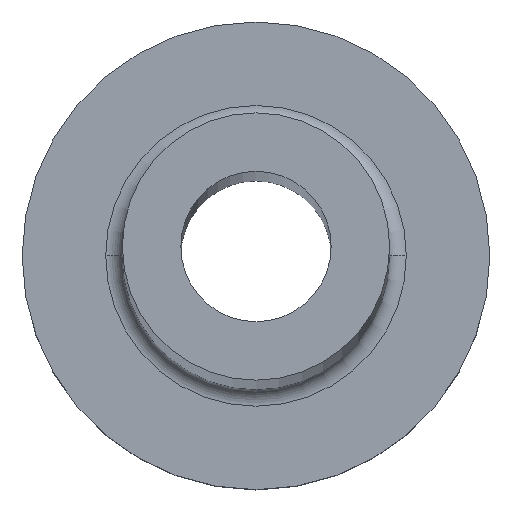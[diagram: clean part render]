
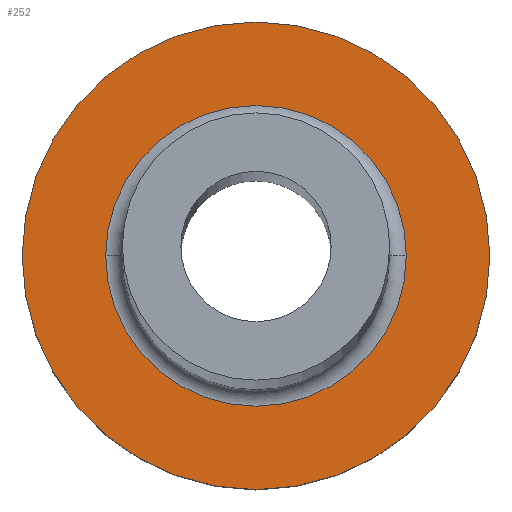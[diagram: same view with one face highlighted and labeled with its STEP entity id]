
A CAD part, top view. The second image highlights one B-rep face of the part: STEP entity #252.
In plain terms, the highlighted planar face has unit normal (0, 0, 1).
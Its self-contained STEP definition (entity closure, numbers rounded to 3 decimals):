
#10 = DIRECTION ( 'NONE',  ( 0., 0., 1. ) ) ;
#23 = CIRCLE ( 'NONE', #57, 4.5 ) ;
#32 = FACE_BOUND ( 'NONE', #336, .T. ) ;
#57 = AXIS2_PLACEMENT_3D ( 'NONE', #200, #234, #344 ) ;
#83 = ORIENTED_EDGE ( 'NONE', *, *, #86, .T. ) ;
#86 = EDGE_CURVE ( 'NONE', #358, #231, #362, .T. ) ;
#134 = CIRCLE ( 'NONE', #359, 7. ) ;
#139 = CARTESIAN_POINT ( 'NONE',  ( -4.5, 0., 5. ) ) ;
#154 = FACE_OUTER_BOUND ( 'NONE', #220, .T. ) ;
#157 = DIRECTION ( 'NONE',  ( 0., 0., 1. ) ) ;
#160 = CARTESIAN_POINT ( 'NONE',  ( 0., 0., 5. ) ) ;
#169 = DIRECTION ( 'NONE',  ( 0., 0., -1. ) ) ;
#170 = CARTESIAN_POINT ( 'NONE',  ( 4.5, 0., 5. ) ) ;
#172 = CIRCLE ( 'NONE', #255, 7. ) ;
#189 = DIRECTION ( 'NONE',  ( 1., 0., 0. ) ) ;
#192 = ORIENTED_EDGE ( 'NONE', *, *, #320, .T. ) ;
#200 = CARTESIAN_POINT ( 'NONE',  ( 0., 0., 5. ) ) ;
#201 = AXIS2_PLACEMENT_3D ( 'NONE', #316, #169, #337 ) ;
#211 = EDGE_CURVE ( 'NONE', #231, #358, #23, .T. ) ;
#217 = ORIENTED_EDGE ( 'NONE', *, *, #308, .T. ) ;
#220 = EDGE_LOOP ( 'NONE', ( #192, #217 ) ) ;
#225 = CARTESIAN_POINT ( 'NONE',  ( -7., 0., 5. ) ) ;
#231 = VERTEX_POINT ( 'NONE', #139 ) ;
#234 = DIRECTION ( 'NONE',  ( 0., 0., -1. ) ) ;
#236 = ORIENTED_EDGE ( 'NONE', *, *, #211, .T. ) ;
#241 = CARTESIAN_POINT ( 'NONE',  ( 0., 0., 5. ) ) ;
#252 = ADVANCED_FACE ( 'NONE', ( #32, #154 ), #274, .T. ) ;
#255 = AXIS2_PLACEMENT_3D ( 'NONE', #241, #157, #272 ) ;
#272 = DIRECTION ( 'NONE',  ( 1., 0., 0. ) ) ;
#274 = PLANE ( 'NONE',  #330 ) ;
#308 = EDGE_CURVE ( 'NONE', #353, #343, #172, .T. ) ;
#316 = CARTESIAN_POINT ( 'NONE',  ( 0., 0., 5. ) ) ;
#320 = EDGE_CURVE ( 'NONE', #343, #353, #134, .T. ) ;
#330 = AXIS2_PLACEMENT_3D ( 'NONE', #364, #10, #189 ) ;
#336 = EDGE_LOOP ( 'NONE', ( #83, #236 ) ) ;
#337 = DIRECTION ( 'NONE',  ( 1., 0., 0. ) ) ;
#343 = VERTEX_POINT ( 'NONE', #225 ) ;
#344 = DIRECTION ( 'NONE',  ( 1., 0., 0. ) ) ;
#351 = DIRECTION ( 'NONE',  ( 1., 0., 0. ) ) ;
#353 = VERTEX_POINT ( 'NONE', #373 ) ;
#358 = VERTEX_POINT ( 'NONE', #170 ) ;
#359 = AXIS2_PLACEMENT_3D ( 'NONE', #160, #379, #351 ) ;
#362 = CIRCLE ( 'NONE', #201, 4.5 ) ;
#364 = CARTESIAN_POINT ( 'NONE',  ( 0., 0., 5. ) ) ;
#373 = CARTESIAN_POINT ( 'NONE',  ( 7., 0., 5. ) ) ;
#379 = DIRECTION ( 'NONE',  ( 0., 0., 1. ) ) ;
